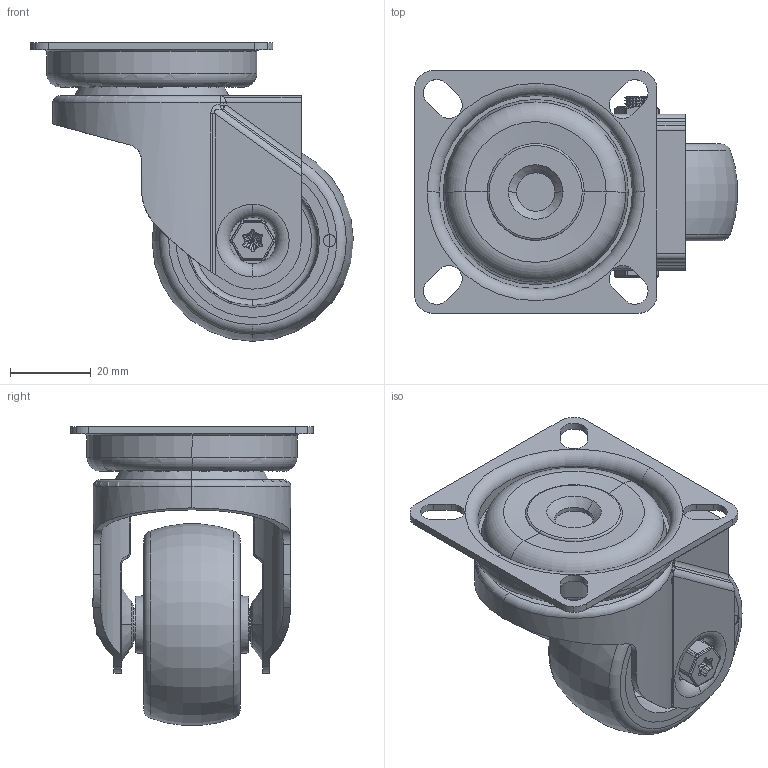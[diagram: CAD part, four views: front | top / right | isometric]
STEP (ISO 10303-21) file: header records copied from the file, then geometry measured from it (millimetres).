
FILE_DESCRIPTION(('STEP AP214'),'1');
FILE_NAME('BZRA75GREC.STEP','2023-03-27T09:04:29',(' '),(' '),'Spatial InterOp 3D',' ',' ');
FILE_SCHEMA(('AUTOMOTIVE_DESIGN { 1 0 10303 214 1 1 1 1 }'));
Length unit declared in the file: metre
Products named in the file (15): BZRA50AS; ZINC PLATED PRESSED STEEL FORKS; ZINC PLATED PRESSED STEEL TOP PLATE; BZRA75GREC; BZL50WGREC; ELECTRICALLY CONDUCTIVE POLYURETHANE TYRE; POLYPROPYLENE RIM; POLYPROPYLENE RIM Geometry; SPOT; TUBEM8X30; ZINC PLATED AXLE TUBE; BOLTBZRA6MM; ZINC PLATED AXLE BOLT; NM6GR8HALFGR8; ZINC PLATED LOCKING NUT
Assembly tree (14 placements, depth 4):
  BZRA75GREC
    BZRA50AS
      ZINC PLATED PRESSED STEEL FORKS
      ZINC PLATED PRESSED STEEL TOP PLATE
    BZL50WGREC
      ELECTRICALLY CONDUCTIVE POLYURETHANE TYRE
      POLYPROPYLENE RIM
        POLYPROPYLENE RIM Geometry
        SPOT
    TUBEM8X30
      ZINC PLATED AXLE TUBE
    BOLTBZRA6MM
      ZINC PLATED AXLE BOLT
    NM6GR8HALFGR8
      ZINC PLATED LOCKING NUT
Bounding box: 79.93 x 60 x 73.93 mm (x, y, z)
Volume: 58715.6 mm3; surface area: 46384.9 mm2
Topology: 8 solids, 8 shells, 452 faces, 1114 edges, 690 vertices
Faces by surface type: cylinder 202, plane 75, torus 72, cone 56, bspline 43, sphere 4
Entity records: 35838 total; most frequent: CARTESIAN_POINT 24791, DIRECTION 2327, ORIENTED_EDGE 2212, EDGE_CURVE 1106, AXIS2_PLACEMENT_3D 994, VERTEX_POINT 690, CIRCLE 554, EDGE_LOOP 494
